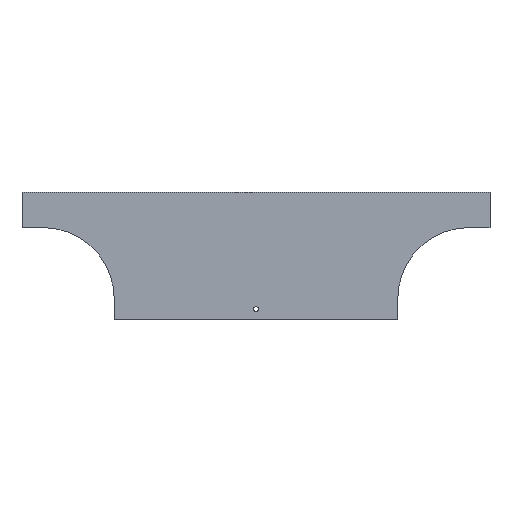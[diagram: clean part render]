
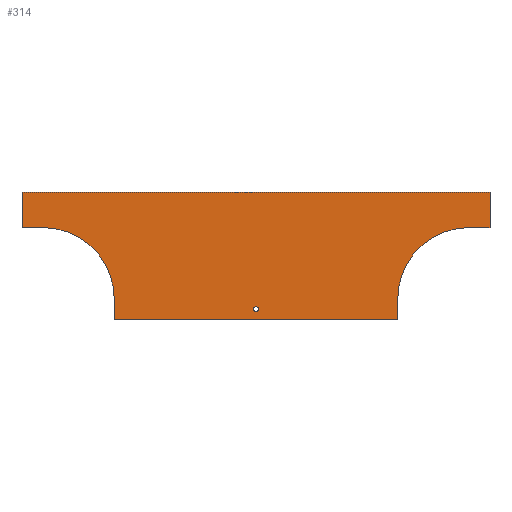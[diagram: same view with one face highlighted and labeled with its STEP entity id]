
A CAD part, front view. The second image highlights one B-rep face of the part: STEP entity #314.
In plain terms, the highlighted planar face has unit normal (0, -1, 0).
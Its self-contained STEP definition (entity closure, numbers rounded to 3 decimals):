
#8 = ORIENTED_EDGE ( 'NONE', *, *, #757, .F. ) ;
#13 = VERTEX_POINT ( 'NONE', #695 ) ;
#17 = VERTEX_POINT ( 'NONE', #701 ) ;
#37 = VERTEX_POINT ( 'NONE', #1163 ) ;
#38 = VERTEX_POINT ( 'NONE', #1166 ) ;
#43 = VERTEX_POINT ( 'NONE', #1200 ) ;
#44 = VERTEX_POINT ( 'NONE', #1205 ) ;
#61 = VERTEX_POINT ( 'NONE', #1143 ) ;
#65 = VERTEX_POINT ( 'NONE', #1165 ) ;
#66 = VERTEX_POINT ( 'NONE', #1164 ) ;
#68 = VERTEX_POINT ( 'NONE', #1156 ) ;
#109 = FACE_BOUND ( 'NONE', #604, .T. ) ;
#112 = FACE_OUTER_BOUND ( 'NONE', #602, .T. ) ;
#148 = LINE ( 'NONE', #1222, #412 ) ;
#165 = LINE ( 'NONE', #930, #175 ) ;
#175 = VECTOR ( 'NONE', #929, 1000. ) ;
#179 = CIRCLE ( 'NONE', #812, 100. ) ;
#182 = CIRCLE ( 'NONE', #802, 3.5 ) ;
#273 = LINE ( 'NONE', #1274, #275 ) ;
#275 = VECTOR ( 'NONE', #347, 1000. ) ;
#276 = LINE ( 'NONE', #351, #285 ) ;
#278 = LINE ( 'NONE', #343, #281 ) ;
#281 = VECTOR ( 'NONE', #394, 1000. ) ;
#285 = VECTOR ( 'NONE', #398, 1000. ) ;
#314 = ADVANCED_FACE ( 'NONE', ( #109, #112 ), #1105, .T. ) ;
#343 = CARTESIAN_POINT ( 'NONE',  ( -330., 0., 0. ) ) ;
#347 = DIRECTION ( 'NONE',  ( 0., 0., 1. ) ) ;
#351 = CARTESIAN_POINT ( 'NONE',  ( 330., 0., 0. ) ) ;
#353 = DIRECTION ( 'NONE',  ( -1., 0., 0. ) ) ;
#354 = CARTESIAN_POINT ( 'NONE',  ( 0., 0., -168.5 ) ) ;
#362 = CARTESIAN_POINT ( 'NONE',  ( -330., 0., -50. ) ) ;
#394 = DIRECTION ( 'NONE',  ( 1., 0., 0. ) ) ;
#398 = DIRECTION ( 'NONE',  ( 0., 0., -1. ) ) ;
#405 = DIRECTION ( 'NONE',  ( 0., 0., 1. ) ) ;
#406 = CARTESIAN_POINT ( 'NONE',  ( 200., 0., -180. ) ) ;
#408 = CARTESIAN_POINT ( 'NONE',  ( 300., 0., -150. ) ) ;
#409 = DIRECTION ( 'NONE',  ( 0., -1., 0. ) ) ;
#410 = DIRECTION ( 'NONE',  ( -1., 0., 0. ) ) ;
#412 = VECTOR ( 'NONE', #1221, 1000. ) ;
#420 = CIRCLE ( 'NONE', #785, 100. ) ;
#421 = LINE ( 'NONE', #406, #424 ) ;
#424 = VECTOR ( 'NONE', #410, 1000. ) ;
#425 = LINE ( 'NONE', #1229, #428 ) ;
#428 = VECTOR ( 'NONE', #919, 1000. ) ;
#436 = LINE ( 'NONE', #362, #438 ) ;
#438 = VECTOR ( 'NONE', #353, 1000. ) ;
#440 = VERTEX_POINT ( 'NONE', #354 ) ;
#602 = EDGE_LOOP ( 'NONE', ( #643, #618, #686, #8, #622, #649, #642, #623, #612, #621 ) ) ;
#604 = EDGE_LOOP ( 'NONE', ( #619 ) ) ;
#612 = ORIENTED_EDGE ( 'NONE', *, *, #882, .F. ) ;
#618 = ORIENTED_EDGE ( 'NONE', *, *, #905, .F. ) ;
#619 = ORIENTED_EDGE ( 'NONE', *, *, #784, .T. ) ;
#621 = ORIENTED_EDGE ( 'NONE', *, *, #880, .F. ) ;
#622 = ORIENTED_EDGE ( 'NONE', *, *, #897, .F. ) ;
#623 = ORIENTED_EDGE ( 'NONE', *, *, #891, .F. ) ;
#642 = ORIENTED_EDGE ( 'NONE', *, *, #895, .F. ) ;
#643 = ORIENTED_EDGE ( 'NONE', *, *, #877, .F. ) ;
#649 = ORIENTED_EDGE ( 'NONE', *, *, #899, .F. ) ;
#686 = ORIENTED_EDGE ( 'NONE', *, *, #766, .F. ) ;
#695 = CARTESIAN_POINT ( 'NONE',  ( 200., 0., -150. ) ) ;
#701 = CARTESIAN_POINT ( 'NONE',  ( 200., 0., -180. ) ) ;
#721 = AXIS2_PLACEMENT_3D ( 'NONE', #1111, #1103, #1102 ) ;
#757 = EDGE_CURVE ( 'NONE', #68, #66, #165, .T. ) ;
#766 = EDGE_CURVE ( 'NONE', #66, #37, #179, .T. ) ;
#784 = EDGE_CURVE ( 'NONE', #440, #440, #182, .T. ) ;
#785 = AXIS2_PLACEMENT_3D ( 'NONE', #408, #409, #405 ) ;
#802 = AXIS2_PLACEMENT_3D ( 'NONE', #918, #917, #916 ) ;
#812 = AXIS2_PLACEMENT_3D ( 'NONE', #924, #938, #937 ) ;
#877 = EDGE_CURVE ( 'NONE', #65, #38, #273, .T. ) ;
#880 = EDGE_CURVE ( 'NONE', #38, #43, #278, .T. ) ;
#882 = EDGE_CURVE ( 'NONE', #43, #61, #276, .T. ) ;
#891 = EDGE_CURVE ( 'NONE', #61, #44, #148, .T. ) ;
#895 = EDGE_CURVE ( 'NONE', #44, #13, #420, .T. ) ;
#897 = EDGE_CURVE ( 'NONE', #17, #68, #421, .T. ) ;
#899 = EDGE_CURVE ( 'NONE', #13, #17, #425, .T. ) ;
#905 = EDGE_CURVE ( 'NONE', #37, #65, #436, .T. ) ;
#916 = DIRECTION ( 'NONE',  ( 0., 0., -1. ) ) ;
#917 = DIRECTION ( 'NONE',  ( 0., 1., 0. ) ) ;
#918 = CARTESIAN_POINT ( 'NONE',  ( 0., 0., -165. ) ) ;
#919 = DIRECTION ( 'NONE',  ( 0., 0., -1. ) ) ;
#924 = CARTESIAN_POINT ( 'NONE',  ( -300., 0., -150. ) ) ;
#929 = DIRECTION ( 'NONE',  ( 0., 0., 1. ) ) ;
#930 = CARTESIAN_POINT ( 'NONE',  ( -200., 0., -180. ) ) ;
#937 = DIRECTION ( 'NONE',  ( 0., 0., -1. ) ) ;
#938 = DIRECTION ( 'NONE',  ( 0., -1., 0. ) ) ;
#1102 = DIRECTION ( 'NONE',  ( 0., 0., -1. ) ) ;
#1103 = DIRECTION ( 'NONE',  ( 0., -1., 0. ) ) ;
#1105 = PLANE ( 'NONE',  #721 ) ;
#1111 = CARTESIAN_POINT ( 'NONE',  ( -300., 0., -150. ) ) ;
#1143 = CARTESIAN_POINT ( 'NONE',  ( 330., 0., -50. ) ) ;
#1156 = CARTESIAN_POINT ( 'NONE',  ( -200., 0., -180. ) ) ;
#1163 = CARTESIAN_POINT ( 'NONE',  ( -300., 0., -50. ) ) ;
#1164 = CARTESIAN_POINT ( 'NONE',  ( -200., 0., -150. ) ) ;
#1165 = CARTESIAN_POINT ( 'NONE',  ( -330., 0., -50. ) ) ;
#1166 = CARTESIAN_POINT ( 'NONE',  ( -330., 0., 0. ) ) ;
#1200 = CARTESIAN_POINT ( 'NONE',  ( 330., 0., 0. ) ) ;
#1205 = CARTESIAN_POINT ( 'NONE',  ( 300., 0., -50. ) ) ;
#1221 = DIRECTION ( 'NONE',  ( -1., 0., 0. ) ) ;
#1222 = CARTESIAN_POINT ( 'NONE',  ( 330., 0., -50. ) ) ;
#1229 = CARTESIAN_POINT ( 'NONE',  ( 200., 0., -180. ) ) ;
#1274 = CARTESIAN_POINT ( 'NONE',  ( -330., 0., 0. ) ) ;
